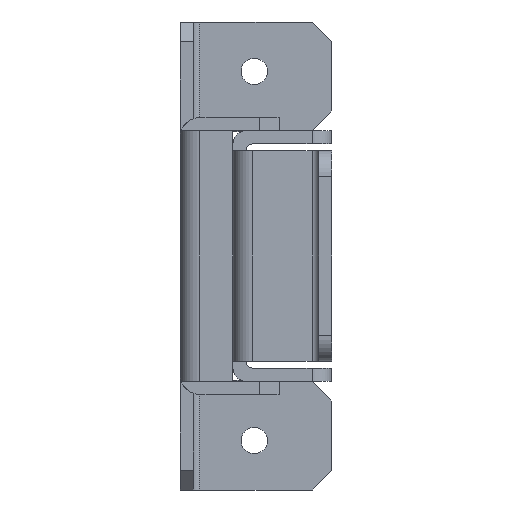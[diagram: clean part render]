
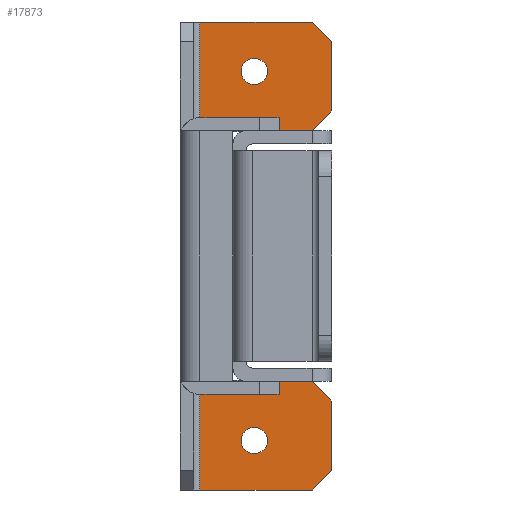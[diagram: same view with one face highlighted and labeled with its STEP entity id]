
A CAD part, left-side view. The second image highlights one B-rep face of the part: STEP entity #17873.
In plain terms, the highlighted planar face has unit normal (-1, 0, 0).
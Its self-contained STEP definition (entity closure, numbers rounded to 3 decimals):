
#14474=DIRECTION('',(0.,-1.,0.));
#14475=VECTOR('',#14474,3.878);
#14476=CARTESIAN_POINT('',(3357.,-1988.315,
-195.898));
#14477=LINE('',#14476,#14475);
#14495=DIRECTION('',(0.,0.,1.));
#14496=VECTOR('',#14495,10.);
#14497=CARTESIAN_POINT('',(3357.,-1988.315,
-205.898));
#14498=LINE('',#14497,#14496);
#16014=DIRECTION('',(0.,-1.,0.));
#16015=VECTOR('',#16014,17.);
#16016=CARTESIAN_POINT('',(3357.,-1983.315,
-222.398));
#16017=LINE('',#16016,#16015);
#16029=DIRECTION('',(0.,0.,-1.));
#16030=VECTOR('',#16029,71.);
#16031=CARTESIAN_POINT('',(3357.,-1983.315,
-151.398));
#16032=LINE('',#16031,#16030);
#16043=DIRECTION('',(0.,-1.,0.));
#16044=VECTOR('',#16043,17.);
#16045=CARTESIAN_POINT('',(3357.,-1983.315,
-151.398));
#16046=LINE('',#16045,#16044);
#16050=DIRECTION('',(0.,-0.707,-0.707));
#16051=VECTOR('',#16050,4.243);
#16052=CARTESIAN_POINT('',(3357.,-2000.315,
-151.398));
#16053=LINE('',#16052,#16051);
#16057=DIRECTION('',(0.,0.,-1.));
#16058=VECTOR('',#16057,10.5);
#16059=CARTESIAN_POINT('',(3357.,-2003.315,
-154.398));
#16060=LINE('',#16059,#16058);
#16064=DIRECTION('',(0.,0.707,-0.707));
#16065=VECTOR('',#16064,4.243);
#16066=CARTESIAN_POINT('',(3357.,-2003.315,
-164.898));
#16067=LINE('',#16066,#16065);
#16071=DIRECTION('',(0.,-1.,0.));
#16072=VECTOR('',#16071,3.878);
#16073=CARTESIAN_POINT('',(3357.,-1988.315,
-177.898));
#16074=LINE('',#16073,#16072);
#16078=DIRECTION('',(0.,0.,-1.));
#16079=VECTOR('',#16078,18.);
#16080=CARTESIAN_POINT('',(3357.,-1992.194,
-177.898));
#16081=LINE('',#16080,#16079);
#16085=DIRECTION('',(0.,-1.,0.));
#16086=VECTOR('',#16085,12.);
#16087=CARTESIAN_POINT('',(3357.,-1988.315,
-205.898));
#16088=LINE('',#16087,#16086);
#16092=DIRECTION('',(0.,-0.707,-0.707));
#16093=VECTOR('',#16092,4.243);
#16094=CARTESIAN_POINT('',(3357.,-2000.315,
-205.898));
#16095=LINE('',#16094,#16093);
#16099=DIRECTION('',(0.,0.,-1.));
#16100=VECTOR('',#16099,10.5);
#16101=CARTESIAN_POINT('',(3357.,-2003.315,
-208.898));
#16102=LINE('',#16101,#16100);
#16106=DIRECTION('',(0.,0.707,-0.707));
#16107=VECTOR('',#16106,4.243);
#16108=CARTESIAN_POINT('',(3357.,-2003.315,
-219.398));
#16109=LINE('',#16108,#16107);
#16113=CARTESIAN_POINT('',(3357.,-1991.565,
-158.898));
#16114=DIRECTION('',(-1.,0.,0.));
#16115=DIRECTION('',(0.,-1.,0.));
#16116=AXIS2_PLACEMENT_3D('',#16113,#16114,#16115);
#16121=CARTESIAN_POINT('',(3357.,-1991.565,
-158.898));
#16122=DIRECTION('',(-1.,0.,0.));
#16123=DIRECTION('',(0.,1.,0.));
#16124=AXIS2_PLACEMENT_3D('',#16121,#16122,#16123);
#16129=CARTESIAN_POINT('',(3357.,-1991.565,
-214.898));
#16130=DIRECTION('',(-1.,0.,0.));
#16131=DIRECTION('',(0.,-1.,0.));
#16132=AXIS2_PLACEMENT_3D('',#16129,#16130,#16131);
#16137=CARTESIAN_POINT('',(3357.,-1991.565,
-214.898));
#16138=DIRECTION('',(-1.,0.,0.));
#16139=DIRECTION('',(0.,1.,0.));
#16140=AXIS2_PLACEMENT_3D('',#16137,#16138,#16139);
#16173=DIRECTION('',(0.,-1.,0.));
#16174=VECTOR('',#16173,12.);
#16175=CARTESIAN_POINT('',(3357.,-1988.315,
-167.898));
#16176=LINE('',#16175,#16174);
#16194=DIRECTION('',(0.,0.,1.));
#16195=VECTOR('',#16194,10.);
#16196=CARTESIAN_POINT('',(3357.,-1988.315,
-177.898));
#16197=LINE('',#16196,#16195);
#16327=CARTESIAN_POINT('',(3357.,-1988.315,
-195.898));
#16329=VERTEX_POINT('',#16327);
#16331=CARTESIAN_POINT('',(3357.,-1992.194,
-195.898));
#16332=VERTEX_POINT('',#16331);
#16336=CARTESIAN_POINT('',(3357.,-1988.315,
-205.898));
#16338=VERTEX_POINT('',#16336);
#16341=CARTESIAN_POINT('',(3357.,-2000.315,
-205.898));
#16342=VERTEX_POINT('',#16341);
#16383=CARTESIAN_POINT('',(3357.,-2000.315,
-151.398));
#16384=VERTEX_POINT('',#16383);
#16385=CARTESIAN_POINT('',(3357.,-1983.315,
-151.398));
#16386=VERTEX_POINT('',#16385);
#16613=CARTESIAN_POINT('',(3357.,-1983.315,
-222.398));
#16614=VERTEX_POINT('',#16613);
#16615=CARTESIAN_POINT('',(3357.,-2000.315,
-222.398));
#16616=VERTEX_POINT('',#16615);
#16617=CARTESIAN_POINT('',(3357.,-2003.315,
-154.398));
#16618=VERTEX_POINT('',#16617);
#16619=CARTESIAN_POINT('',(3357.,-2003.315,
-164.898));
#16620=VERTEX_POINT('',#16619);
#16621=CARTESIAN_POINT('',(3357.,-2000.315,
-167.898));
#16622=VERTEX_POINT('',#16621);
#16623=CARTESIAN_POINT('',(3357.,-1988.315,
-167.898));
#16624=VERTEX_POINT('',#16623);
#16625=CARTESIAN_POINT('',(3357.,-1988.315,
-177.898));
#16626=VERTEX_POINT('',#16625);
#16627=CARTESIAN_POINT('',(3357.,-1992.194,
-177.898));
#16628=VERTEX_POINT('',#16627);
#16629=CARTESIAN_POINT('',(3357.,-2003.315,
-208.898));
#16630=VERTEX_POINT('',#16629);
#16631=CARTESIAN_POINT('',(3357.,-2003.315,
-219.398));
#16632=VERTEX_POINT('',#16631);
#16633=CARTESIAN_POINT('',(3357.,-1993.565,
-158.898));
#16634=CARTESIAN_POINT('',(3357.,-1989.565,
-158.898));
#16635=VERTEX_POINT('',#16633);
#16636=VERTEX_POINT('',#16634);
#16637=CARTESIAN_POINT('',(3357.,-1993.565,
-214.898));
#16638=CARTESIAN_POINT('',(3357.,-1989.565,
-214.898));
#16639=VERTEX_POINT('',#16637);
#16640=VERTEX_POINT('',#16638);
#17828=CARTESIAN_POINT('',(3357.,-2003.315,
-167.898));
#17829=DIRECTION('',(-1.,0.,0.));
#17830=DIRECTION('',(0.,0.,1.));
#17831=AXIS2_PLACEMENT_3D('',#17828,#17829,#17830);
#17832=PLANE('',#17831);
#17833=ORIENTED_EDGE('',*,*,#17820,.F.);
#17834=ORIENTED_EDGE('',*,*,#16776,.T.);
#17836=ORIENTED_EDGE('',*,*,#17835,.T.);
#17838=ORIENTED_EDGE('',*,*,#17837,.T.);
#17840=ORIENTED_EDGE('',*,*,#17839,.T.);
#17842=ORIENTED_EDGE('',*,*,#17841,.F.);
#17844=ORIENTED_EDGE('',*,*,#17843,.F.);
#17846=ORIENTED_EDGE('',*,*,#17845,.T.);
#17848=ORIENTED_EDGE('',*,*,#17847,.T.);
#17849=ORIENTED_EDGE('',*,*,#16660,.F.);
#17850=ORIENTED_EDGE('',*,*,#16676,.F.);
#17851=ORIENTED_EDGE('',*,*,#16694,.T.);
#17853=ORIENTED_EDGE('',*,*,#17852,.T.);
#17855=ORIENTED_EDGE('',*,*,#17854,.T.);
#17857=ORIENTED_EDGE('',*,*,#17856,.T.);
#17858=ORIENTED_EDGE('',*,*,#17805,.F.);
#17859=EDGE_LOOP('',(#17833,#17834,#17836,#17838,#17840,#17842,#17844,#17846,
#17848,#17849,#17850,#17851,#17853,#17855,#17857,#17858));
#17860=FACE_OUTER_BOUND('',#17859,.F.);
#17862=ORIENTED_EDGE('',*,*,#17861,.T.);
#17864=ORIENTED_EDGE('',*,*,#17863,.T.);
#17865=EDGE_LOOP('',(#17862,#17864));
#17866=FACE_BOUND('',#17865,.F.);
#17868=ORIENTED_EDGE('',*,*,#17867,.T.);
#17870=ORIENTED_EDGE('',*,*,#17869,.T.);
#17871=EDGE_LOOP('',(#17868,#17870));
#17872=FACE_BOUND('',#17871,.F.);
#16117=CIRCLE('',#16116,2.);
#16125=CIRCLE('',#16124,2.);
#16133=CIRCLE('',#16132,2.);
#16141=CIRCLE('',#16140,2.);
#16660=EDGE_CURVE('',#16329,#16332,#14477,.T.);
#16676=EDGE_CURVE('',#16338,#16329,#14498,.T.);
#16694=EDGE_CURVE('',#16338,#16342,#16088,.T.);
#16776=EDGE_CURVE('',#16386,#16384,#16046,.T.);
#17805=EDGE_CURVE('',#16614,#16616,#16017,.T.);
#17820=EDGE_CURVE('',#16386,#16614,#16032,.T.);
#17835=EDGE_CURVE('',#16384,#16618,#16053,.T.);
#17837=EDGE_CURVE('',#16618,#16620,#16060,.T.);
#17839=EDGE_CURVE('',#16620,#16622,#16067,.T.);
#17841=EDGE_CURVE('',#16624,#16622,#16176,.T.);
#17843=EDGE_CURVE('',#16626,#16624,#16197,.T.);
#17845=EDGE_CURVE('',#16626,#16628,#16074,.T.);
#17847=EDGE_CURVE('',#16628,#16332,#16081,.T.);
#17852=EDGE_CURVE('',#16342,#16630,#16095,.T.);
#17854=EDGE_CURVE('',#16630,#16632,#16102,.T.);
#17856=EDGE_CURVE('',#16632,#16616,#16109,.T.);
#17861=EDGE_CURVE('',#16635,#16636,#16117,.T.);
#17863=EDGE_CURVE('',#16636,#16635,#16125,.T.);
#17867=EDGE_CURVE('',#16639,#16640,#16133,.T.);
#17869=EDGE_CURVE('',#16640,#16639,#16141,.T.);
#17873=ADVANCED_FACE('',(#17860,#17866,#17872),#17832,.T.);
